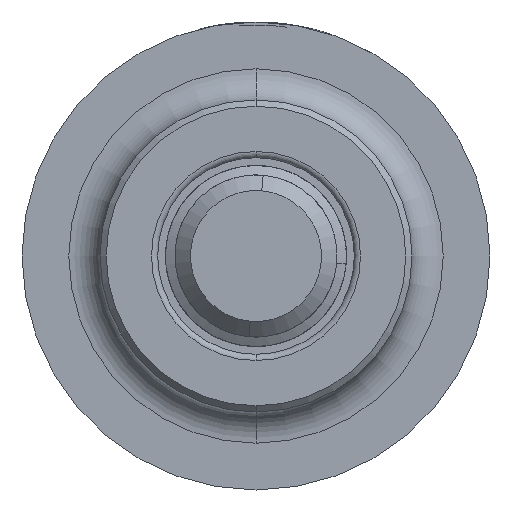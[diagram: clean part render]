
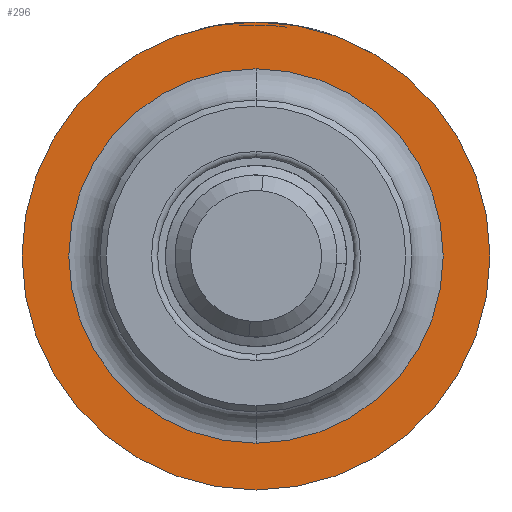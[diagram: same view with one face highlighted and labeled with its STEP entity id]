
A CAD part, front view. The second image highlights one B-rep face of the part: STEP entity #296.
In plain terms, the highlighted planar face has unit normal (0, -1, 0).
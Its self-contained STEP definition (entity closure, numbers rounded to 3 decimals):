
#89 = DIRECTION ( 'NONE',  ( 0., 0., -1. ) ) ;
#219 = VERTEX_POINT ( 'NONE', #2597 ) ;
#296 = ADVANCED_FACE ( 'NONE', ( #6662, #1213 ), #4180, .T. ) ;
#404 = ORIENTED_EDGE ( 'NONE', *, *, #3453, .T. ) ;
#1213 = FACE_BOUND ( 'NONE', #6235, .T. ) ;
#1261 = EDGE_LOOP ( 'NONE', ( #4509, #404 ) ) ;
#1340 = ORIENTED_EDGE ( 'NONE', *, *, #3905, .F. ) ;
#1599 = DIRECTION ( 'NONE',  ( 0., 0., -1. ) ) ;
#1600 = DIRECTION ( 'NONE',  ( 0., 0., -1. ) ) ;
#1672 = CARTESIAN_POINT ( 'NONE',  ( 0., 12.42, 0. ) ) ;
#2123 = DIRECTION ( 'NONE',  ( 0., -1., 0. ) ) ;
#2241 = EDGE_CURVE ( 'NONE', #6724, #3347, #2953, .T. ) ;
#2248 = CARTESIAN_POINT ( 'NONE',  ( 0., 12.42, -7.5 ) ) ;
#2544 = CIRCLE ( 'NONE', #6738, 6. ) ;
#2569 = EDGE_CURVE ( 'NONE', #4905, #219, #2544, .T. ) ;
#2597 = CARTESIAN_POINT ( 'NONE',  ( 0., 12.42, 6. ) ) ;
#2686 = DIRECTION ( 'NONE',  ( 0., -1., 0. ) ) ;
#2953 = CIRCLE ( 'NONE', #4867, 7.5 ) ;
#3081 = CARTESIAN_POINT ( 'NONE',  ( 0., 12.42, -6. ) ) ;
#3088 = AXIS2_PLACEMENT_3D ( 'NONE', #3653, #2123, #1600 ) ;
#3246 = CARTESIAN_POINT ( 'NONE',  ( 0., 12.42, 0. ) ) ;
#3279 = AXIS2_PLACEMENT_3D ( 'NONE', #5326, #4851, #5369 ) ;
#3347 = VERTEX_POINT ( 'NONE', #5666 ) ;
#3453 = EDGE_CURVE ( 'NONE', #3347, #6724, #3575, .T. ) ;
#3575 = CIRCLE ( 'NONE', #3279, 7.5 ) ;
#3653 = CARTESIAN_POINT ( 'NONE',  ( 6., 12.42, 0. ) ) ;
#3905 = EDGE_CURVE ( 'NONE', #219, #4905, #5785, .T. ) ;
#4180 = PLANE ( 'NONE',  #3088 ) ;
#4430 = DIRECTION ( 'NONE',  ( 0., -1., 0. ) ) ;
#4505 = CARTESIAN_POINT ( 'NONE',  ( 0., 12.42, 0. ) ) ;
#4509 = ORIENTED_EDGE ( 'NONE', *, *, #2241, .T. ) ;
#4709 = DIRECTION ( 'NONE',  ( 0., -1., 0. ) ) ;
#4851 = DIRECTION ( 'NONE',  ( 0., -1., 0. ) ) ;
#4867 = AXIS2_PLACEMENT_3D ( 'NONE', #3246, #2686, #89 ) ;
#4905 = VERTEX_POINT ( 'NONE', #3081 ) ;
#5326 = CARTESIAN_POINT ( 'NONE',  ( 0., 12.42, 0. ) ) ;
#5369 = DIRECTION ( 'NONE',  ( 0., 0., -1. ) ) ;
#5652 = AXIS2_PLACEMENT_3D ( 'NONE', #1672, #4709, #1599 ) ;
#5666 = CARTESIAN_POINT ( 'NONE',  ( 0., 12.42, 7.5 ) ) ;
#5785 = CIRCLE ( 'NONE', #5652, 6. ) ;
#6235 = EDGE_LOOP ( 'NONE', ( #6282, #1340 ) ) ;
#6282 = ORIENTED_EDGE ( 'NONE', *, *, #2569, .F. ) ;
#6602 = DIRECTION ( 'NONE',  ( 0., 0., -1. ) ) ;
#6662 = FACE_OUTER_BOUND ( 'NONE', #1261, .T. ) ;
#6724 = VERTEX_POINT ( 'NONE', #2248 ) ;
#6738 = AXIS2_PLACEMENT_3D ( 'NONE', #4505, #4430, #6602 ) ;
